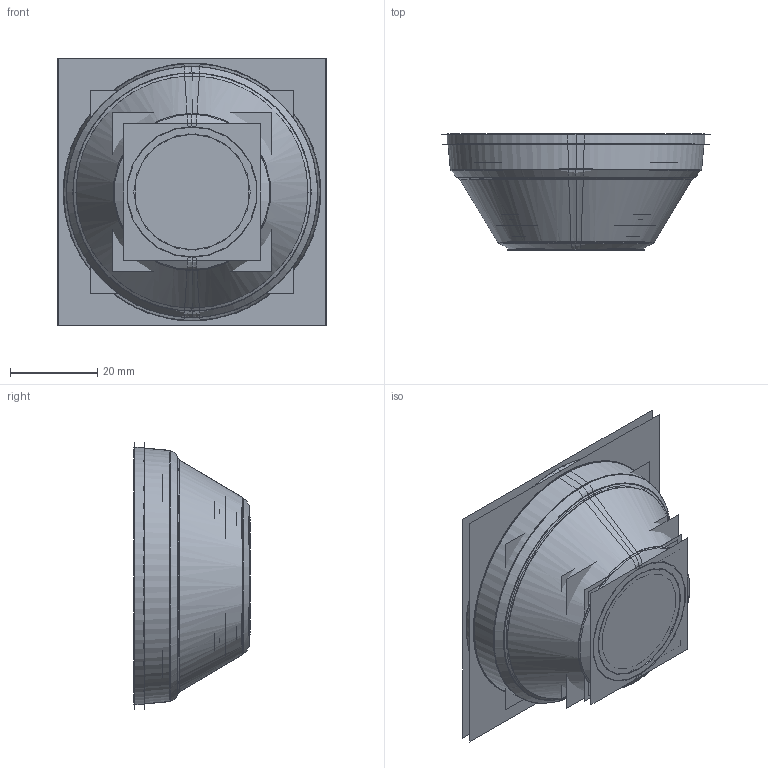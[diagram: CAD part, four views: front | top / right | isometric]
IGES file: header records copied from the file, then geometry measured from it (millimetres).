
Start section:  PTC IGES file: B0000696162.igs
Global section: file name: B0000696162.igs; native system: Pro/ENGINEER by Parametric Technology Corporation; preprocessor: 2010020; author: RCRU51; organization: Rex Nord Marbet spa; date: 20110506.141903; units: millimetre
Bounding box: 61.4 x 26.68 x 61.36 mm (x, y, z)
Volume: 15462.5 mm3; surface area: 77427 mm2
Topology: 4 solids, 4 shells, 184 faces, 892 edges, 1154 vertices
Faces by surface type: revolution 156, bspline 28
